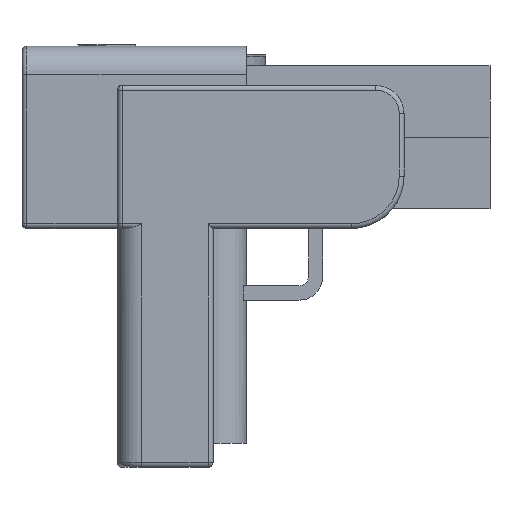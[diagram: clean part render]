
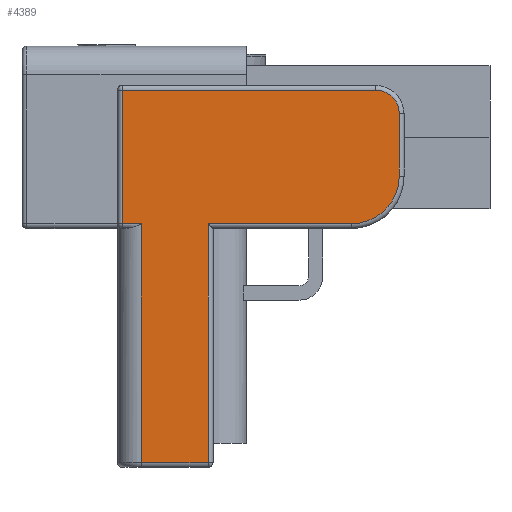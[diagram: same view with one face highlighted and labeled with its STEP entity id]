
A CAD part, left-side view. The second image highlights one B-rep face of the part: STEP entity #4389.
In plain terms, the highlighted planar face has unit normal (-1, 0, 0).
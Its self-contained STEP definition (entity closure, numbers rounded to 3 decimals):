
#235=CIRCLE('',#4734,5.);
#239=CIRCLE('',#4740,10.);
#416=FACE_OUTER_BOUND('',#667,.T.);
#667=EDGE_LOOP('',(#3372,#3373,#3374,#3375,#3376,#3377,#3378,#3379,#3380,
#3381));
#1017=LINE('',#6779,#1496);
#1024=LINE('',#6806,#1503);
#1029=LINE('',#6830,#1508);
#1032=LINE('',#6848,#1511);
#1035=LINE('',#6856,#1514);
#1037=LINE('',#6868,#1516);
#1038=LINE('',#6875,#1517);
#1039=LINE('',#6879,#1518);
#1496=VECTOR('',#5453,10.);
#1503=VECTOR('',#5488,10.);
#1508=VECTOR('',#5507,10.);
#1511=VECTOR('',#5522,10.);
#1514=VECTOR('',#5531,10.);
#1516=VECTOR('',#5545,10.);
#1517=VECTOR('',#5556,10.);
#1518=VECTOR('',#5563,10.);
#1959=VERTEX_POINT('',#6770);
#1962=VERTEX_POINT('',#6777);
#1967=VERTEX_POINT('',#6800);
#1971=VERTEX_POINT('',#6816);
#1973=VERTEX_POINT('',#6822);
#1976=VERTEX_POINT('',#6842);
#1979=VERTEX_POINT('',#6853);
#1981=VERTEX_POINT('',#6859);
#1983=VERTEX_POINT('',#6865);
#1984=VERTEX_POINT('',#6870);
#2451=EDGE_CURVE('',#1959,#1962,#1017,.T.);
#2466=EDGE_CURVE('',#1967,#1959,#1024,.T.);
#2475=EDGE_CURVE('',#1971,#1973,#1029,.T.);
#2482=EDGE_CURVE('',#1976,#1971,#1032,.T.);
#2486=EDGE_CURVE('',#1979,#1976,#1035,.T.);
#2489=EDGE_CURVE('',#1981,#1979,#235,.T.);
#2492=EDGE_CURVE('',#1983,#1981,#1037,.T.);
#2495=EDGE_CURVE('',#1984,#1983,#239,.T.);
#2496=EDGE_CURVE('',#1962,#1984,#1038,.T.);
#2498=EDGE_CURVE('',#1973,#1967,#1039,.T.);
#3372=ORIENTED_EDGE('',*,*,#2466,.T.);
#3373=ORIENTED_EDGE('',*,*,#2451,.T.);
#3374=ORIENTED_EDGE('',*,*,#2496,.T.);
#3375=ORIENTED_EDGE('',*,*,#2495,.T.);
#3376=ORIENTED_EDGE('',*,*,#2492,.T.);
#3377=ORIENTED_EDGE('',*,*,#2489,.T.);
#3378=ORIENTED_EDGE('',*,*,#2486,.T.);
#3379=ORIENTED_EDGE('',*,*,#2482,.T.);
#3380=ORIENTED_EDGE('',*,*,#2475,.T.);
#3381=ORIENTED_EDGE('',*,*,#2498,.T.);
#4187=PLANE('',#4744);
#4389=ADVANCED_FACE('',(#416),#4187,.F.);
#4734=AXIS2_PLACEMENT_3D('',#6862,#5538,#5539);
#4740=AXIS2_PLACEMENT_3D('',#6873,#5552,#5553);
#4744=AXIS2_PLACEMENT_3D('',#6878,#5561,#5562);
#5453=DIRECTION('',(0.,0.,1.));
#5488=DIRECTION('',(0.,-1.,0.));
#5507=DIRECTION('',(0.,-1.,0.));
#5522=DIRECTION('',(0.,0.,-1.));
#5531=DIRECTION('',(0.,1.,0.));
#5538=DIRECTION('center_axis',(-1.,0.,0.));
#5539=DIRECTION('ref_axis',(0.,-0.707,0.707));
#5545=DIRECTION('',(0.,0.,1.));
#5552=DIRECTION('center_axis',(-1.,0.,0.));
#5553=DIRECTION('ref_axis',(0.,-0.707,-0.707));
#5556=DIRECTION('',(0.,-1.,0.));
#5561=DIRECTION('center_axis',(1.,0.,0.));
#5562=DIRECTION('ref_axis',(0.,1.,0.));
#5563=DIRECTION('',(0.,0.,-1.));
#6770=CARTESIAN_POINT('',(-24.,59.,-53.1));
#6777=CARTESIAN_POINT('',(-24.,59.,-3.1));
#6779=CARTESIAN_POINT('',(-24.,59.,-4.1));
#6800=CARTESIAN_POINT('',(-24.,73.,-53.1));
#6806=CARTESIAN_POINT('',(-24.,53.,-53.1));
#6816=CARTESIAN_POINT('',(-24.,77.,-3.1));
#6822=CARTESIAN_POINT('',(-24.,73.,-3.1));
#6830=CARTESIAN_POINT('',(-24.,48.,-3.1));
#6842=CARTESIAN_POINT('',(-24.,77.,24.9));
#6848=CARTESIAN_POINT('',(-24.,77.,-4.1));
#6853=CARTESIAN_POINT('',(-24.,24.,24.9));
#6856=CARTESIAN_POINT('',(-24.,48.,24.9));
#6859=CARTESIAN_POINT('',(-24.,19.,19.9));
#6862=CARTESIAN_POINT('Origin',(-24.,24.,19.9));
#6865=CARTESIAN_POINT('',(-24.,19.,6.9));
#6868=CARTESIAN_POINT('',(-24.,19.,-4.1));
#6870=CARTESIAN_POINT('',(-24.,29.,-3.1));
#6873=CARTESIAN_POINT('Origin',(-24.,29.,6.9));
#6875=CARTESIAN_POINT('',(-24.,48.,-3.1));
#6878=CARTESIAN_POINT('Origin',(-24.,38.,-4.1));
#6879=CARTESIAN_POINT('',(-24.,73.,-4.1));
